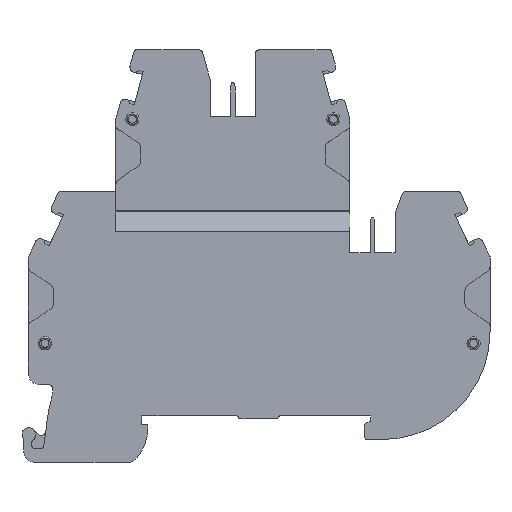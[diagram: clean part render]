
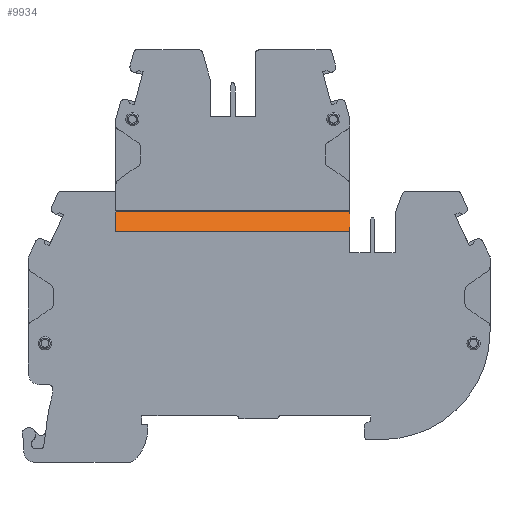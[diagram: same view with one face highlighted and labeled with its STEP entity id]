
A CAD part, front view. The second image highlights one B-rep face of the part: STEP entity #9934.
In plain terms, the highlighted planar face has unit normal (0, -0.768, 0.64).
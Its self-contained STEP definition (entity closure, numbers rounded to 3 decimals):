
#1982=ORIENTED_EDGE('',*,*,#3438,.T.);
#1983=ORIENTED_EDGE('',*,*,#3585,.T.);
#1984=ORIENTED_EDGE('',*,*,#3586,.T.);
#1985=ORIENTED_EDGE('',*,*,#3587,.T.);
#3438=EDGE_CURVE('',#4314,#4312,#4899,.T.);
#3585=EDGE_CURVE('',#4312,#4407,#4992,.T.);
#3586=EDGE_CURVE('',#4407,#4408,#4993,.T.);
#3587=EDGE_CURVE('',#4408,#4314,#4994,.T.);
#4312=VERTEX_POINT('',#14619);
#4314=VERTEX_POINT('',#14622);
#4407=VERTEX_POINT('',#14983);
#4408=VERTEX_POINT('',#14985);
#4899=LINE('',#14621,#5519);
#4992=LINE('',#14982,#5612);
#4993=LINE('',#14984,#5613);
#4994=LINE('',#14986,#5614);
#5519=VECTOR('',#12076,1000.);
#5612=VECTOR('',#12359,1000.);
#5613=VECTOR('',#12360,1000.);
#5614=VECTOR('',#12361,1000.);
#6051=EDGE_LOOP('',(#1982,#1983,#1984,#1985));
#6494=FACE_BOUND('',#6051,.T.);
#6766=PLANE('',#10616);
#9934=ADVANCED_FACE('',(#6494),#6766,.T.);
#10616=AXIS2_PLACEMENT_3D('',#14981,#12357,#12358);
#12076=DIRECTION('',(0.,-0.64,-0.768));
#12357=DIRECTION('',(0.,-0.768,0.64));
#12358=DIRECTION('',(0.,-0.64,-0.768));
#12359=DIRECTION('',(1.,0.,0.));
#12360=DIRECTION('',(0.,0.64,0.768));
#12361=DIRECTION('',(-1.,0.,0.));
#14619=CARTESIAN_POINT('',(-44.5,-2.5,7.8));
#14621=CARTESIAN_POINT('',(-44.5,-2.5,7.8));
#14622=CARTESIAN_POINT('',(-44.5,-0.058,10.73));
#14981=CARTESIAN_POINT('',(-103.808,-2.5,7.8));
#14982=CARTESIAN_POINT('',(-103.808,-2.5,7.8));
#14983=CARTESIAN_POINT('',(-9.,-2.5,7.8));
#14984=CARTESIAN_POINT('',(-9.,-2.5,7.8));
#14985=CARTESIAN_POINT('',(-9.,-0.058,10.73));
#14986=CARTESIAN_POINT('',(-103.808,-0.058,10.73));
